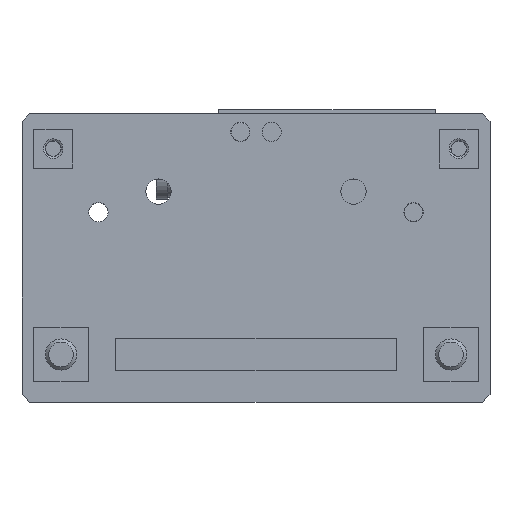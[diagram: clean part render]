
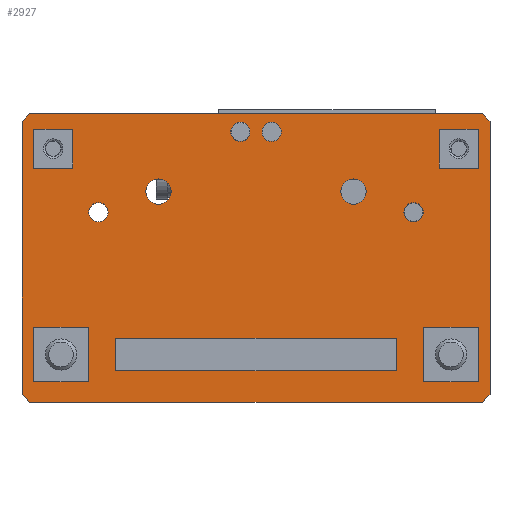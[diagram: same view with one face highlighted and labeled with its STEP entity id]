
A CAD part, top view. The second image highlights one B-rep face of the part: STEP entity #2927.
In plain terms, the highlighted planar face has unit normal (0, 0, 1).
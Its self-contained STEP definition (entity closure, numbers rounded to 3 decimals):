
#154=FACE_BOUND('',#632,.T.);
#155=FACE_BOUND('',#633,.T.);
#156=FACE_BOUND('',#634,.T.);
#157=FACE_BOUND('',#635,.T.);
#158=FACE_BOUND('',#636,.T.);
#159=FACE_BOUND('',#637,.T.);
#160=FACE_BOUND('',#638,.T.);
#161=FACE_BOUND('',#639,.T.);
#162=FACE_BOUND('',#640,.T.);
#163=FACE_BOUND('',#641,.T.);
#164=FACE_BOUND('',#642,.T.);
#255=CIRCLE('',#3134,1.23);
#257=CIRCLE('',#3137,1.23);
#263=CIRCLE('',#3146,1.23);
#265=CIRCLE('',#3149,1.23);
#267=CIRCLE('',#3152,1.621);
#269=CIRCLE('',#3155,1.621);
#271=CIRCLE('',#3160,2.25);
#272=CIRCLE('',#3164,1.45);
#273=CIRCLE('',#3165,1.45);
#274=CIRCLE('',#3166,2.25);
#407=FACE_OUTER_BOUND('',#631,.T.);
#631=EDGE_LOOP('',(#2037,#2038,#2039,#2040,#2041,#2042,#2043,#2044));
#632=EDGE_LOOP('',(#2045));
#633=EDGE_LOOP('',(#2046));
#634=EDGE_LOOP('',(#2047));
#635=EDGE_LOOP('',(#2048));
#636=EDGE_LOOP('',(#2049));
#637=EDGE_LOOP('',(#2050));
#638=EDGE_LOOP('',(#2051));
#639=EDGE_LOOP('',(#2052,#2053,#2054,#2055));
#640=EDGE_LOOP('',(#2056));
#641=EDGE_LOOP('',(#2057));
#642=EDGE_LOOP('',(#2058));
#901=LINE('',#4441,#1093);
#903=LINE('',#4447,#1095);
#906=LINE('',#4457,#1098);
#910=LINE('',#4464,#1102);
#912=LINE('',#4468,#1104);
#913=LINE('',#4470,#1105);
#914=LINE('',#4472,#1106);
#915=LINE('',#4474,#1107);
#916=LINE('',#4476,#1108);
#917=LINE('',#4478,#1109);
#918=LINE('',#4479,#1110);
#919=LINE('',#4480,#1111);
#1093=VECTOR('',#3607,4.2);
#1095=VECTOR('',#3611,4.2);
#1098=VECTOR('',#3620,35.);
#1102=VECTOR('',#3626,36.);
#1104=VECTOR('',#3630,1.414);
#1105=VECTOR('',#3631,58.);
#1106=VECTOR('',#3632,1.414);
#1107=VECTOR('',#3633,35.);
#1108=VECTOR('',#3634,1.414);
#1109=VECTOR('',#3635,58.);
#1110=VECTOR('',#3636,1.414);
#1111=VECTOR('',#3637,36.);
#1294=VERTEX_POINT('',#4394);
#1296=VERTEX_POINT('',#4399);
#1302=VERTEX_POINT('',#4414);
#1304=VERTEX_POINT('',#4419);
#1306=VERTEX_POINT('',#4424);
#1308=VERTEX_POINT('',#4429);
#1311=VERTEX_POINT('',#4435);
#1313=VERTEX_POINT('',#4439);
#1314=VERTEX_POINT('',#4443);
#1316=VERTEX_POINT('',#4446);
#1318=VERTEX_POINT('',#4452);
#1319=VERTEX_POINT('',#4455);
#1320=VERTEX_POINT('',#4456);
#1323=VERTEX_POINT('',#4467);
#1324=VERTEX_POINT('',#4469);
#1325=VERTEX_POINT('',#4471);
#1326=VERTEX_POINT('',#4473);
#1327=VERTEX_POINT('',#4475);
#1328=VERTEX_POINT('',#4477);
#1329=VERTEX_POINT('',#4481);
#1330=VERTEX_POINT('',#4483);
#1331=VERTEX_POINT('',#4485);
#1577=EDGE_CURVE('',#1294,#1294,#255,.T.);
#1579=EDGE_CURVE('',#1296,#1296,#257,.T.);
#1585=EDGE_CURVE('',#1302,#1302,#263,.T.);
#1587=EDGE_CURVE('',#1304,#1304,#265,.T.);
#1589=EDGE_CURVE('',#1306,#1306,#267,.T.);
#1591=EDGE_CURVE('',#1308,#1308,#269,.T.);
#1596=EDGE_CURVE('',#1313,#1311,#901,.T.);
#1598=EDGE_CURVE('',#1316,#1314,#903,.T.);
#1601=EDGE_CURVE('',#1318,#1318,#271,.T.);
#1602=EDGE_CURVE('',#1319,#1320,#906,.T.);
#1606=EDGE_CURVE('',#1314,#1311,#910,.T.);
#1608=EDGE_CURVE('',#1323,#1319,#912,.T.);
#1609=EDGE_CURVE('',#1324,#1323,#913,.T.);
#1610=EDGE_CURVE('',#1325,#1324,#914,.T.);
#1611=EDGE_CURVE('',#1326,#1325,#915,.T.);
#1612=EDGE_CURVE('',#1327,#1326,#916,.T.);
#1613=EDGE_CURVE('',#1328,#1327,#917,.T.);
#1614=EDGE_CURVE('',#1320,#1328,#918,.T.);
#1615=EDGE_CURVE('',#1316,#1313,#919,.T.);
#1616=EDGE_CURVE('',#1329,#1329,#272,.T.);
#1617=EDGE_CURVE('',#1330,#1330,#273,.T.);
#1618=EDGE_CURVE('',#1331,#1331,#274,.T.);
#2037=ORIENTED_EDGE('',*,*,#1602,.F.);
#2038=ORIENTED_EDGE('',*,*,#1608,.F.);
#2039=ORIENTED_EDGE('',*,*,#1609,.F.);
#2040=ORIENTED_EDGE('',*,*,#1610,.F.);
#2041=ORIENTED_EDGE('',*,*,#1611,.F.);
#2042=ORIENTED_EDGE('',*,*,#1612,.F.);
#2043=ORIENTED_EDGE('',*,*,#1613,.F.);
#2044=ORIENTED_EDGE('',*,*,#1614,.F.);
#2045=ORIENTED_EDGE('',*,*,#1585,.T.);
#2046=ORIENTED_EDGE('',*,*,#1577,.T.);
#2047=ORIENTED_EDGE('',*,*,#1587,.T.);
#2048=ORIENTED_EDGE('',*,*,#1579,.T.);
#2049=ORIENTED_EDGE('',*,*,#1589,.T.);
#2050=ORIENTED_EDGE('',*,*,#1591,.T.);
#2051=ORIENTED_EDGE('',*,*,#1601,.F.);
#2052=ORIENTED_EDGE('',*,*,#1596,.F.);
#2053=ORIENTED_EDGE('',*,*,#1615,.F.);
#2054=ORIENTED_EDGE('',*,*,#1598,.T.);
#2055=ORIENTED_EDGE('',*,*,#1606,.T.);
#2056=ORIENTED_EDGE('',*,*,#1616,.F.);
#2057=ORIENTED_EDGE('',*,*,#1617,.F.);
#2058=ORIENTED_EDGE('',*,*,#1618,.F.);
#2583=PLANE('',#3163);
#2927=ADVANCED_FACE('',(#407,#154,#155,#156,#157,#158,#159,#160,#161,#162,
#163,#164),#2583,.F.);
#3134=AXIS2_PLACEMENT_3D('',#4395,#3556,#3557);
#3137=AXIS2_PLACEMENT_3D('',#4400,#3562,#3563);
#3146=AXIS2_PLACEMENT_3D('',#4415,#3580,#3581);
#3149=AXIS2_PLACEMENT_3D('',#4420,#3586,#3587);
#3152=AXIS2_PLACEMENT_3D('',#4425,#3592,#3593);
#3155=AXIS2_PLACEMENT_3D('',#4430,#3598,#3599);
#3160=AXIS2_PLACEMENT_3D('',#4453,#3616,#3617);
#3163=AXIS2_PLACEMENT_3D('',#4466,#3628,#3629);
#3164=AXIS2_PLACEMENT_3D('',#4482,#3638,#3639);
#3165=AXIS2_PLACEMENT_3D('',#4484,#3640,#3641);
#3166=AXIS2_PLACEMENT_3D('',#4486,#3642,#3643);
#3556=DIRECTION('center_axis',(0.,0.,
-1.));
#3557=DIRECTION('ref_axis',(-1.,0.,0.));
#3562=DIRECTION('center_axis',(0.,0.,
-1.));
#3563=DIRECTION('ref_axis',(-1.,0.,0.));
#3580=DIRECTION('center_axis',(0.,0.,
-1.));
#3581=DIRECTION('ref_axis',(-1.,0.,0.));
#3586=DIRECTION('center_axis',(0.,0.,
-1.));
#3587=DIRECTION('ref_axis',(-1.,0.,0.));
#3592=DIRECTION('center_axis',(0.,0.,
-1.));
#3593=DIRECTION('ref_axis',(-1.,0.,0.));
#3598=DIRECTION('center_axis',(0.,0.,
-1.));
#3599=DIRECTION('ref_axis',(-1.,0.,0.));
#3607=DIRECTION('',(0.,-1.,0.));
#3611=DIRECTION('',(0.,-1.,0.));
#3616=DIRECTION('center_axis',(0.,0.,
1.));
#3617=DIRECTION('ref_axis',(-1.,0.,0.));
#3620=DIRECTION('',(0.,1.,0.));
#3626=DIRECTION('',(-1.,0.,0.));
#3628=DIRECTION('center_axis',(0.,0.,
-1.));
#3629=DIRECTION('ref_axis',(-1.,0.,0.));
#3630=DIRECTION('',(-0.707,0.707,0.));
#3631=DIRECTION('',(-1.,0.,0.));
#3632=DIRECTION('',(-0.707,-0.707,0.));
#3633=DIRECTION('',(0.,-1.,0.));
#3634=DIRECTION('',(0.707,-0.707,0.));
#3635=DIRECTION('',(1.,0.,0.));
#3636=DIRECTION('',(0.707,0.707,0.));
#3637=DIRECTION('',(-1.,0.,0.));
#3638=DIRECTION('center_axis',(0.,0.,
1.));
#3639=DIRECTION('ref_axis',(-1.,0.,0.));
#3640=DIRECTION('center_axis',(0.,0.,
1.));
#3641=DIRECTION('ref_axis',(-1.,0.,0.));
#3642=DIRECTION('center_axis',(0.,0.,
1.));
#3643=DIRECTION('ref_axis',(-1.,0.,0.));
#4394=CARTESIAN_POINT('',(-15.91,53.394,-123.69));
#4395=CARTESIAN_POINT('Origin',(-17.14,53.394,-123.69));
#4399=CARTESIAN_POINT('',(6.29,43.094,-123.69));
#4400=CARTESIAN_POINT('Origin',(5.06,43.094,-123.69));
#4414=CARTESIAN_POINT('',(-34.11,43.094,-123.69));
#4415=CARTESIAN_POINT('Origin',(-35.34,43.094,-123.69));
#4419=CARTESIAN_POINT('',(-11.91,53.394,-123.69));
#4420=CARTESIAN_POINT('Origin',(-13.14,53.394,-123.69));
#4424=CARTESIAN_POINT('',(-26.019,45.744,-123.69));
#4425=CARTESIAN_POINT('Origin',(-27.64,45.744,-123.69));
#4429=CARTESIAN_POINT('',(-1.019,45.744,-123.69));
#4430=CARTESIAN_POINT('Origin',(-2.64,45.744,-123.69));
#4435=CARTESIAN_POINT('',(-33.14,22.744,-123.69));
#4439=CARTESIAN_POINT('',(-33.14,26.944,-123.69));
#4441=CARTESIAN_POINT('',(-33.14,40.832,-123.69));
#4443=CARTESIAN_POINT('',(2.86,22.744,-123.69));
#4446=CARTESIAN_POINT('',(2.86,26.944,-123.69));
#4447=CARTESIAN_POINT('',(2.86,40.717,-123.69));
#4452=CARTESIAN_POINT('',(-39.332,22.744,-123.69));
#4453=CARTESIAN_POINT('Origin',(-40.14,24.844,-123.69));
#4455=CARTESIAN_POINT('',(-45.14,19.744,-123.69));
#4456=CARTESIAN_POINT('',(-45.14,54.744,-123.69));
#4457=CARTESIAN_POINT('',(-45.14,22.844,-123.69));
#4464=CARTESIAN_POINT('',(14.86,22.744,-123.69));
#4466=CARTESIAN_POINT('Origin',(14.86,6.511,-123.69));
#4467=CARTESIAN_POINT('',(-44.14,18.744,-123.69));
#4468=CARTESIAN_POINT('',(-26.582,1.185,-123.69));
#4469=CARTESIAN_POINT('',(13.86,18.744,-123.69));
#4470=CARTESIAN_POINT('',(14.86,18.744,-123.69));
#4471=CARTESIAN_POINT('',(14.86,19.744,-123.69));
#4472=CARTESIAN_POINT('',(11.302,16.185,-123.69));
#4473=CARTESIAN_POINT('',(14.86,54.744,-123.69));
#4474=CARTESIAN_POINT('',(14.86,31.127,-123.69));
#4475=CARTESIAN_POINT('',(13.86,55.744,-123.69));
#4476=CARTESIAN_POINT('',(21.56,48.044,-123.69));
#4477=CARTESIAN_POINT('',(-44.14,55.744,-123.69));
#4478=CARTESIAN_POINT('',(-15.14,55.744,-123.69));
#4479=CARTESIAN_POINT('',(-36.84,63.044,-123.69));
#4480=CARTESIAN_POINT('',(14.86,26.944,-123.69));
#4481=CARTESIAN_POINT('',(12.31,51.244,-123.69));
#4482=CARTESIAN_POINT('Origin',(10.86,51.244,-123.69));
#4483=CARTESIAN_POINT('',(-39.69,51.244,-123.69));
#4484=CARTESIAN_POINT('Origin',(-41.14,51.244,-123.69));
#4485=CARTESIAN_POINT('',(9.052,26.944,-123.69));
#4486=CARTESIAN_POINT('Origin',(9.86,24.844,-123.69));
